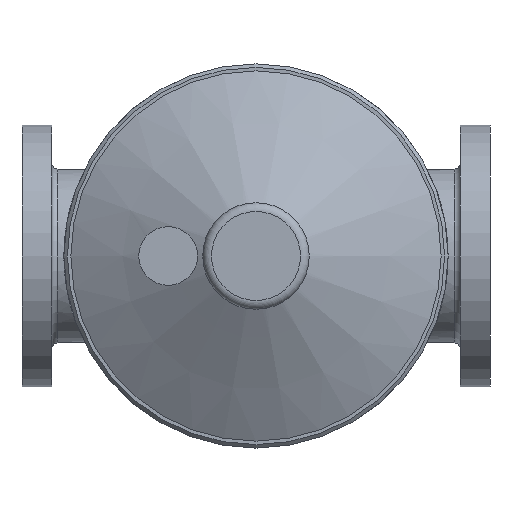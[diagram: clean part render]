
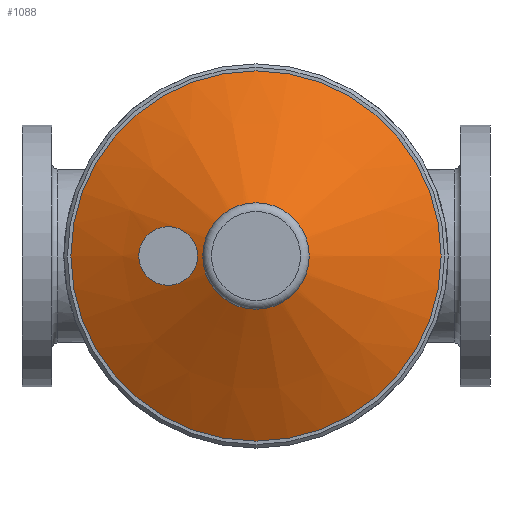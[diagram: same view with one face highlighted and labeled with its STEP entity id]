
A CAD part, front view. The second image highlights one B-rep face of the part: STEP entity #1088.
In plain terms, the highlighted conical face has half-angle 61.526 degrees and reference radius 61.75 mm.
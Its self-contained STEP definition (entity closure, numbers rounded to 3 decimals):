
#208=CARTESIAN_POINT('',(-47.909,-350.86,10.76));
#209=VERTEX_POINT('',#208);
#210=CARTESIAN_POINT('',(-47.909,-350.86,10.76));
#211=CARTESIAN_POINT('',(-46.733,-351.514,10.496));
#212=CARTESIAN_POINT('',(-45.508,-352.221,10.007));
#213=CARTESIAN_POINT('',(-43.293,-353.554,8.596));
#214=CARTESIAN_POINT('',(-42.303,-354.178,7.673));
#215=CARTESIAN_POINT('',(-40.874,-355.105,5.786));
#216=CARTESIAN_POINT('',(-40.286,-355.5,4.723));
#217=CARTESIAN_POINT('',(-39.496,-356.038,2.416));
#218=CARTESIAN_POINT('',(-39.297,-356.178,1.171));
#219=CARTESIAN_POINT('',(-39.297,-356.178,-1.171));
#220=CARTESIAN_POINT('',(-39.496,-356.038,-2.416));
#221=CARTESIAN_POINT('',(-40.286,-355.5,-4.723));
#222=CARTESIAN_POINT('',(-40.874,-355.105,-5.786));
#223=CARTESIAN_POINT('',(-42.303,-354.178,-7.673));
#224=CARTESIAN_POINT('',(-43.293,-353.554,-8.596));
#225=CARTESIAN_POINT('',(-45.508,-352.221,-10.007));
#226=CARTESIAN_POINT('',(-46.733,-351.514,-10.496));
#227=CARTESIAN_POINT('',(-49.417,-350.021,-11.099));
#228=CARTESIAN_POINT('',(-51.105,-349.127,-11.126));
#229=CARTESIAN_POINT('',(-54.361,-347.476,-10.398));
#230=CARTESIAN_POINT('',(-55.927,-346.718,-9.641));
#231=CARTESIAN_POINT('',(-57.814,-345.827,-8.131));
#232=CARTESIAN_POINT('',(-58.388,-345.561,-7.568));
#233=CARTESIAN_POINT('',(-59.413,-345.089,-6.299));
#234=CARTESIAN_POINT('',(-59.866,-344.883,-5.594));
#235=CARTESIAN_POINT('',(-60.601,-344.551,-4.089));
#236=CARTESIAN_POINT('',(-60.885,-344.424,-3.288));
#237=CARTESIAN_POINT('',(-61.261,-344.256,-1.652));
#238=CARTESIAN_POINT('',(-61.353,-344.215,-0.817));
#239=CARTESIAN_POINT('',(-61.353,-344.215,0.817));
#240=CARTESIAN_POINT('',(-61.261,-344.256,1.652));
#241=CARTESIAN_POINT('',(-60.885,-344.424,3.288));
#242=CARTESIAN_POINT('',(-60.601,-344.551,4.089));
#243=CARTESIAN_POINT('',(-59.866,-344.883,5.594));
#244=CARTESIAN_POINT('',(-59.413,-345.089,6.299));
#245=CARTESIAN_POINT('',(-58.388,-345.561,7.568));
#246=CARTESIAN_POINT('',(-57.814,-345.827,8.131));
#247=CARTESIAN_POINT('',(-55.927,-346.718,9.641));
#248=CARTESIAN_POINT('',(-54.361,-347.476,10.398));
#249=CARTESIAN_POINT('',(-51.105,-349.127,11.126));
#250=CARTESIAN_POINT('',(-49.417,-350.021,11.099));
#251=CARTESIAN_POINT('',(-47.909,-350.86,10.76));
#252=B_SPLINE_CURVE_WITH_KNOTS('',3,(#210,#211,#212,#213,#214,#215,#216,#217,#218,#219,#220,#221,#222,#223,#224,#225,#226,#227,#228,#229,#230,#231,#232,#233,#234,#235,#236,#237,#238,#239,#240,#241,#242,#243,#244,#245,#246,#247,#248,#249,#250,#251),.UNSPECIFIED.,.T.,.U.,(4,2,2,2,2,2,2,2,2,2,2,2,2,2,2,2,2,2,2,2,4),(0.0,0.411,0.823,1.174,1.525,1.876,2.227,2.639,3.05,3.578,4.105,4.35,4.595,4.841,5.086,5.331,5.576,5.821,6.066,6.593,7.121),.UNSPECIFIED.);
#253=EDGE_CURVE('',#209,#209,#252,.T.);
#1058=CARTESIAN_POINT('',(0.0,-344.0,0.0));
#1059=DIRECTION('',(0.0,1.0,0.0));
#1060=DIRECTION('',(1.0,0.0,0.0));
#1061=AXIS2_PLACEMENT_3D('',#1058,#1059,#1060);
#1062=CONICAL_SURFACE('',#1061,61.75,61.526);
#1063=ORIENTED_EDGE('',*,*,#253,.T.);
#1064=EDGE_LOOP('',(#1063));
#1065=FACE_OUTER_BOUND('',#1064,.T.);
#1066=CARTESIAN_POINT('',(17.5,-368.0,0.0));
#1067=VERTEX_POINT('',#1066);
#1068=CARTESIAN_POINT('',(0.0,-368.0,0.0));
#1069=DIRECTION('',(0.0,-1.0,0.0));
#1070=DIRECTION('',(1.0,0.0,0.0));
#1071=AXIS2_PLACEMENT_3D('',#1068,#1069,#1070);
#1072=CIRCLE('',#1071,17.5);
#1073=EDGE_CURVE('',#1067,#1067,#1072,.T.);
#1074=ORIENTED_EDGE('',*,*,#1073,.F.);
#1075=EDGE_LOOP('',(#1074));
#1076=FACE_BOUND('',#1075,.T.);
#1077=CARTESIAN_POINT('',(106.,-320.0,0.0));
#1078=VERTEX_POINT('',#1077);
#1079=CARTESIAN_POINT('',(0.0,-320.0,0.0));
#1080=DIRECTION('',(0.0,-1.0,0.0));
#1081=DIRECTION('',(1.0,0.0,0.0));
#1082=AXIS2_PLACEMENT_3D('',#1079,#1080,#1081);
#1083=CIRCLE('',#1082,106.);
#1084=EDGE_CURVE('',#1078,#1078,#1083,.T.);
#1085=ORIENTED_EDGE('',*,*,#1084,.T.);
#1086=EDGE_LOOP('',(#1085));
#1087=FACE_BOUND('',#1086,.T.);
#1088=ADVANCED_FACE('',(#1065,#1076,#1087),#1062,.T.);
